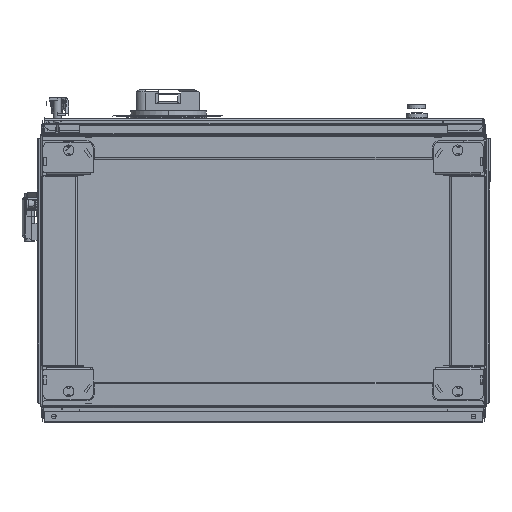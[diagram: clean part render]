
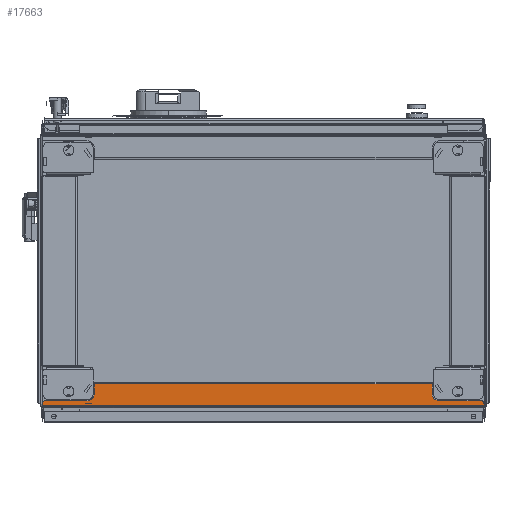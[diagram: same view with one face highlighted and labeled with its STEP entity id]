
A CAD part, front view. The second image highlights one B-rep face of the part: STEP entity #17663.
In plain terms, the highlighted planar face has unit normal (0, -1, 0).
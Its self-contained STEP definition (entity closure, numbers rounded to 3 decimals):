
#143 = VECTOR ( 'NONE', #25976, 1000. ) ;
#965 = LINE ( 'NONE', #37060, #32130 ) ;
#1505 = ORIENTED_EDGE ( 'NONE', *, *, #23630, .F. ) ;
#2484 = AXIS2_PLACEMENT_3D ( 'NONE', #43834, #11590, #10884 ) ;
#3095 = LINE ( 'NONE', #20950, #40921 ) ;
#4628 = CARTESIAN_POINT ( 'NONE',  ( -248.5, -1863.033, -314.601 ) ) ;
#4808 = AXIS2_PLACEMENT_3D ( 'NONE', #17648, #39694, #32115 ) ;
#4890 = EDGE_CURVE ( 'NONE', #36338, #32434, #965, .T. ) ;
#5502 = EDGE_LOOP ( 'NONE', ( #18660, #36027, #42062, #1505, #8484, #34376, #46692, #25003, #15759, #12867, #7305, #7170 ) ) ;
#6120 = EDGE_CURVE ( 'NONE', #40891, #21233, #33734, .T. ) ;
#7170 = ORIENTED_EDGE ( 'NONE', *, *, #4890, .T. ) ;
#7305 = ORIENTED_EDGE ( 'NONE', *, *, #27810, .F. ) ;
#7648 = LINE ( 'NONE', #33527, #35043 ) ;
#8484 = ORIENTED_EDGE ( 'NONE', *, *, #25424, .F. ) ;
#8631 = VERTEX_POINT ( 'NONE', #43965 ) ;
#10509 = LINE ( 'NONE', #31894, #25833 ) ;
#10884 = DIRECTION ( 'NONE',  ( -0.707, 0., 0.707 ) ) ;
#11053 = DIRECTION ( 'NONE',  ( 0., -1., 0. ) ) ;
#11590 = DIRECTION ( 'NONE',  ( 0., 1., 0. ) ) ;
#11748 = DIRECTION ( 'NONE',  ( 0., 0., 1. ) ) ;
#11992 = CARTESIAN_POINT ( 'NONE',  ( -20.95, -1863.033, -306.22 ) ) ;
#12337 = CIRCLE ( 'NONE', #44905, 10. ) ;
#12515 = DIRECTION ( 'NONE',  ( 0., -1., 0. ) ) ;
#12867 = ORIENTED_EDGE ( 'NONE', *, *, #26262, .T. ) ;
#13591 = CARTESIAN_POINT ( 'NONE',  ( -362.275, -1863.033, -300.023 ) ) ;
#14837 = VECTOR ( 'NONE', #42508, 1000. ) ;
#14870 = FACE_OUTER_BOUND ( 'NONE', #5502, .T. ) ;
#15094 = PLANE ( 'NONE',  #42753 ) ;
#15398 = LINE ( 'NONE', #27020, #18070 ) ;
#15759 = ORIENTED_EDGE ( 'NONE', *, *, #35841, .T. ) ;
#15913 = CARTESIAN_POINT ( 'NONE',  ( -20.95, -1863.033, -300.023 ) ) ;
#15942 = DIRECTION ( 'NONE',  ( 0., 0., -1. ) ) ;
#16197 = CIRCLE ( 'NONE', #4808, 2.184 ) ;
#17185 = VERTEX_POINT ( 'NONE', #43227 ) ;
#17613 = DIRECTION ( 'NONE',  ( 0., 0., 1. ) ) ;
#17648 = CARTESIAN_POINT ( 'NONE',  ( 46.54, -1863.033, -325.548 ) ) ;
#17663 = ADVANCED_FACE ( 'NONE', ( #14870 ), #15094, .T. ) ;
#18070 = VECTOR ( 'NONE', #22985, 1000. ) ;
#18660 = ORIENTED_EDGE ( 'NONE', *, *, #26749, .F. ) ;
#19091 = CARTESIAN_POINT ( 'NONE',  ( 48.724, -1863.033, -329.18 ) ) ;
#19621 = CARTESIAN_POINT ( 'NONE',  ( -486.05, -1863.033, -323.364 ) ) ;
#19623 = VERTEX_POINT ( 'NONE', #19091 ) ;
#20126 = VERTEX_POINT ( 'NONE', #15913 ) ;
#20950 = CARTESIAN_POINT ( 'NONE',  ( -545.724, -1863.033, -297.839 ) ) ;
#21233 = VERTEX_POINT ( 'NONE', #40954 ) ;
#21440 = DIRECTION ( 'NONE',  ( 1., 0., 0. ) ) ;
#21454 = CIRCLE ( 'NONE', #2484, 2.184 ) ;
#21777 = VERTEX_POINT ( 'NONE', #44082 ) ;
#21847 = CARTESIAN_POINT ( 'NONE',  ( -10.95, -1863.033, -313.364 ) ) ;
#22179 = LINE ( 'NONE', #43511, #143 ) ;
#22525 = EDGE_CURVE ( 'NONE', #30846, #19623, #10509, .T. ) ;
#22645 = VECTOR ( 'NONE', #33379, 1000. ) ;
#22985 = DIRECTION ( 'NONE',  ( -1., 0., 0. ) ) ;
#23630 = EDGE_CURVE ( 'NONE', #42123, #19623, #7648, .T. ) ;
#25003 = ORIENTED_EDGE ( 'NONE', *, *, #42549, .T. ) ;
#25424 = EDGE_CURVE ( 'NONE', #46815, #42123, #16197, .T. ) ;
#25833 = VECTOR ( 'NONE', #21440, 1000. ) ;
#25976 = DIRECTION ( 'NONE',  ( 0., 0., -1. ) ) ;
#26262 = EDGE_CURVE ( 'NONE', #21777, #17185, #22179, .T. ) ;
#26749 = EDGE_CURVE ( 'NONE', #8631, #32434, #21454, .T. ) ;
#26773 = DIRECTION ( 'NONE',  ( 0.707, 0., -0.707 ) ) ;
#27020 = CARTESIAN_POINT ( 'NONE',  ( -134.725, -1863.033, -323.364 ) ) ;
#27810 = EDGE_CURVE ( 'NONE', #36338, #17185, #12337, .T. ) ;
#27993 = CARTESIAN_POINT ( 'NONE',  ( 48.724, -1863.033, -325.548 ) ) ;
#30846 = VERTEX_POINT ( 'NONE', #35934 ) ;
#31649 = CARTESIAN_POINT ( 'NONE',  ( -20.95, -1863.033, -313.364 ) ) ;
#31894 = CARTESIAN_POINT ( 'NONE',  ( -397.112, -1863.033, -329.18 ) ) ;
#32115 = DIRECTION ( 'NONE',  ( 0.707, 0., 0.707 ) ) ;
#32130 = VECTOR ( 'NONE', #33510, 1000. ) ;
#32434 = VERTEX_POINT ( 'NONE', #44901 ) ;
#33379 = DIRECTION ( 'NONE',  ( 0., 0., 1. ) ) ;
#33510 = DIRECTION ( 'NONE',  ( -1., 0., 0. ) ) ;
#33527 = CARTESIAN_POINT ( 'NONE',  ( 48.724, -1863.033, -331.364 ) ) ;
#33734 = CIRCLE ( 'NONE', #44274, 10. ) ;
#34376 = ORIENTED_EDGE ( 'NONE', *, *, #45065, .T. ) ;
#34513 = CARTESIAN_POINT ( 'NONE',  ( 46.54, -1863.033, -323.364 ) ) ;
#35043 = VECTOR ( 'NONE', #15942, 1000. ) ;
#35841 = EDGE_CURVE ( 'NONE', #20126, #21777, #45831, .T. ) ;
#35934 = CARTESIAN_POINT ( 'NONE',  ( -545.724, -1863.033, -329.18 ) ) ;
#36027 = ORIENTED_EDGE ( 'NONE', *, *, #38407, .F. ) ;
#36338 = VERTEX_POINT ( 'NONE', #19621 ) ;
#37060 = CARTESIAN_POINT ( 'NONE',  ( -362.275, -1863.033, -323.364 ) ) ;
#38407 = EDGE_CURVE ( 'NONE', #30846, #8631, #3095, .T. ) ;
#39694 = DIRECTION ( 'NONE',  ( 0., 1., 0. ) ) ;
#40891 = VERTEX_POINT ( 'NONE', #31649 ) ;
#40921 = VECTOR ( 'NONE', #17613, 1000. ) ;
#40954 = CARTESIAN_POINT ( 'NONE',  ( -10.95, -1863.033, -323.364 ) ) ;
#41222 = CARTESIAN_POINT ( 'NONE',  ( -486.05, -1863.033, -313.364 ) ) ;
#42062 = ORIENTED_EDGE ( 'NONE', *, *, #22525, .T. ) ;
#42123 = VERTEX_POINT ( 'NONE', #27993 ) ;
#42508 = DIRECTION ( 'NONE',  ( -1., 0., 0. ) ) ;
#42549 = EDGE_CURVE ( 'NONE', #40891, #20126, #44464, .T. ) ;
#42753 = AXIS2_PLACEMENT_3D ( 'NONE', #4628, #11053, #11748 ) ;
#43227 = CARTESIAN_POINT ( 'NONE',  ( -476.05, -1863.033, -313.364 ) ) ;
#43511 = CARTESIAN_POINT ( 'NONE',  ( -476.05, -1863.033, -307.313 ) ) ;
#43834 = CARTESIAN_POINT ( 'NONE',  ( -543.54, -1863.033, -325.548 ) ) ;
#43965 = CARTESIAN_POINT ( 'NONE',  ( -545.724, -1863.033, -325.548 ) ) ;
#44082 = CARTESIAN_POINT ( 'NONE',  ( -476.05, -1863.033, -300.023 ) ) ;
#44274 = AXIS2_PLACEMENT_3D ( 'NONE', #21847, #46949, #46711 ) ;
#44464 = LINE ( 'NONE', #11992, #22645 ) ;
#44901 = CARTESIAN_POINT ( 'NONE',  ( -543.54, -1863.033, -323.364 ) ) ;
#44905 = AXIS2_PLACEMENT_3D ( 'NONE', #41222, #12515, #26773 ) ;
#45065 = EDGE_CURVE ( 'NONE', #46815, #21233, #15398, .T. ) ;
#45831 = LINE ( 'NONE', #13591, #14837 ) ;
#46692 = ORIENTED_EDGE ( 'NONE', *, *, #6120, .F. ) ;
#46711 = DIRECTION ( 'NONE',  ( -0.707, 0., -0.707 ) ) ;
#46815 = VERTEX_POINT ( 'NONE', #34513 ) ;
#46949 = DIRECTION ( 'NONE',  ( 0., -1., 0. ) ) ;
